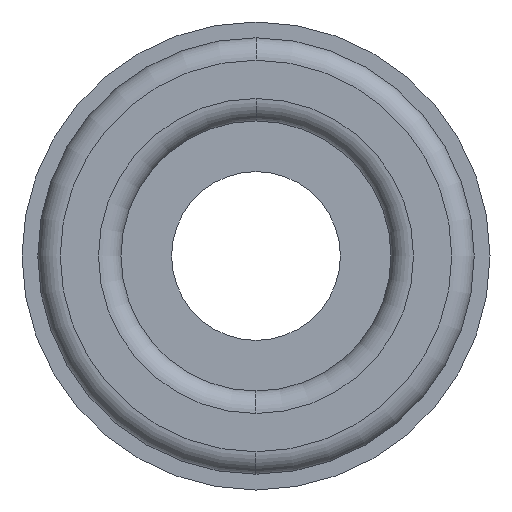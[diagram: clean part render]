
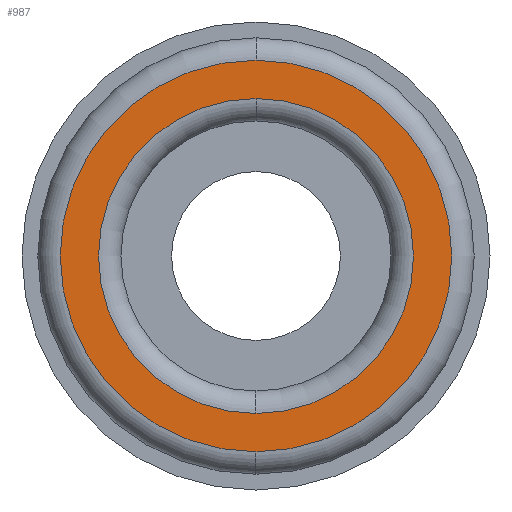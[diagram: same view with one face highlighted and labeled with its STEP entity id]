
A CAD part, front view. The second image highlights one B-rep face of the part: STEP entity #987.
In plain terms, the highlighted planar face has unit normal (0, -1, 0).
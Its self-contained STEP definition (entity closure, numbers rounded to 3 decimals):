
#19 = FACE_OUTER_BOUND ( 'NONE', #810, .T. ) ;
#23 = ORIENTED_EDGE ( 'NONE', *, *, #242, .F. ) ;
#106 = PLANE ( 'NONE',  #990 ) ;
#137 = ORIENTED_EDGE ( 'NONE', *, *, #850, .F. ) ;
#160 = FACE_BOUND ( 'NONE', #620, .T. ) ;
#169 = CIRCLE ( 'NONE', #745, 4.35 ) ;
#173 = DIRECTION ( 'NONE',  ( 0., 1., 0. ) ) ;
#179 = DIRECTION ( 'NONE',  ( 0., -1., 0. ) ) ;
#214 = CARTESIAN_POINT ( 'NONE',  ( 0., -34.5, 0. ) ) ;
#217 = VERTEX_POINT ( 'NONE', #903 ) ;
#241 = CARTESIAN_POINT ( 'NONE',  ( 0., -34.5, 3.5 ) ) ;
#242 = EDGE_CURVE ( 'NONE', #834, #628, #169, .T. ) ;
#255 = DIRECTION ( 'NONE',  ( 0., 0., 1. ) ) ;
#286 = DIRECTION ( 'NONE',  ( 0., -1., 0. ) ) ;
#338 = DIRECTION ( 'NONE',  ( 0., 0., 1. ) ) ;
#342 = EDGE_CURVE ( 'NONE', #628, #834, #382, .T. ) ;
#346 = EDGE_CURVE ( 'NONE', #217, #501, #626, .T. ) ;
#382 = CIRCLE ( 'NONE', #678, 4.35 ) ;
#413 = CARTESIAN_POINT ( 'NONE',  ( 0., -34.5, 0. ) ) ;
#417 = ORIENTED_EDGE ( 'NONE', *, *, #346, .F. ) ;
#440 = CARTESIAN_POINT ( 'NONE',  ( 0., -34.5, 0. ) ) ;
#461 = CARTESIAN_POINT ( 'NONE',  ( 0., -34.5, 0. ) ) ;
#470 = CIRCLE ( 'NONE', #1034, 3.5 ) ;
#501 = VERTEX_POINT ( 'NONE', #241 ) ;
#507 = DIRECTION ( 'NONE',  ( 0., -1., 0. ) ) ;
#516 = DIRECTION ( 'NONE',  ( 0., 1., 0. ) ) ;
#618 = DIRECTION ( 'NONE',  ( 0., 0., 1. ) ) ;
#620 = EDGE_LOOP ( 'NONE', ( #137, #417 ) ) ;
#626 = CIRCLE ( 'NONE', #920, 3.5 ) ;
#628 = VERTEX_POINT ( 'NONE', #867 ) ;
#678 = AXIS2_PLACEMENT_3D ( 'NONE', #981, #516, #255 ) ;
#680 = DIRECTION ( 'NONE',  ( 0., 0., 1. ) ) ;
#723 = ORIENTED_EDGE ( 'NONE', *, *, #342, .F. ) ;
#745 = AXIS2_PLACEMENT_3D ( 'NONE', #214, #173, #618 ) ;
#810 = EDGE_LOOP ( 'NONE', ( #723, #23 ) ) ;
#823 = CARTESIAN_POINT ( 'NONE',  ( 0., -34.5, -4.35 ) ) ;
#834 = VERTEX_POINT ( 'NONE', #823 ) ;
#850 = EDGE_CURVE ( 'NONE', #501, #217, #470, .T. ) ;
#867 = CARTESIAN_POINT ( 'NONE',  ( 0., -34.5, 4.35 ) ) ;
#900 = DIRECTION ( 'NONE',  ( 0., 0., 1. ) ) ;
#903 = CARTESIAN_POINT ( 'NONE',  ( 0., -34.5, -3.5 ) ) ;
#920 = AXIS2_PLACEMENT_3D ( 'NONE', #440, #179, #900 ) ;
#981 = CARTESIAN_POINT ( 'NONE',  ( 0., -34.5, 0. ) ) ;
#987 = ADVANCED_FACE ( 'NONE', ( #160, #19 ), #106, .T. ) ;
#990 = AXIS2_PLACEMENT_3D ( 'NONE', #413, #507, #338 ) ;
#1034 = AXIS2_PLACEMENT_3D ( 'NONE', #461, #286, #680 ) ;
